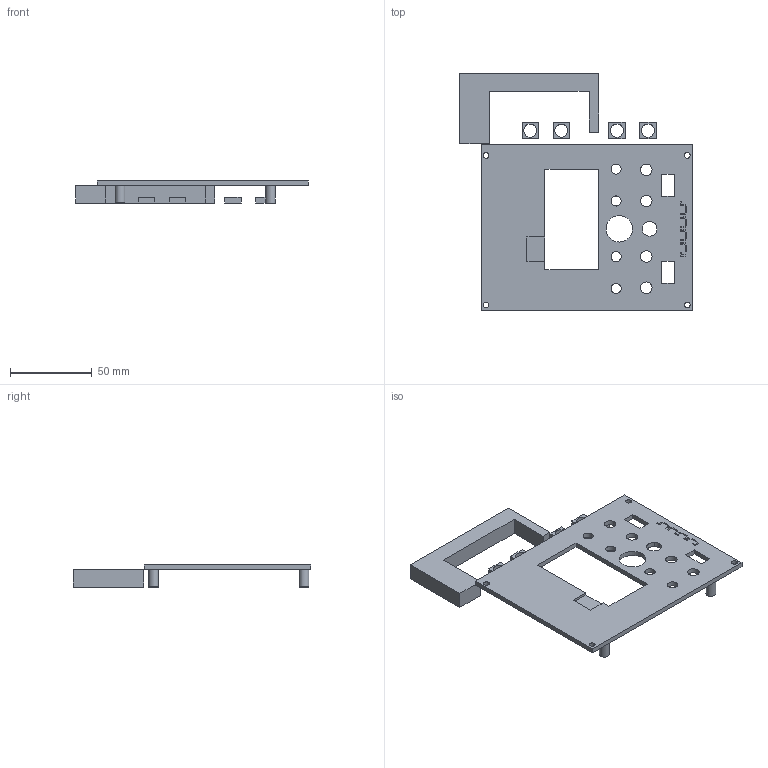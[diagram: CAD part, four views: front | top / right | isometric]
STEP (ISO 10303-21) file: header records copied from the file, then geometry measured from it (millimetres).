
FILE_DESCRIPTION(('HOOPS Exchange Step'),'2;1');
FILE_NAME('temp_export.step','2020-08-25T12:40:08+02:00',('mobile'),('Shapr3D Limited'),'HOOPS Exchange 2020.1','Shapr3D','Authorized');
FILE_SCHEMA( ('AP203_CONFIGURATION_CONTROLLED_3D_DESIGN_OF_MECHANICAL_PARTS_AND_ASSEMBLIES_MIM_LF') );
Length unit declared in the file: millimetre
Products named in the file (1): temp_export.x_b
Bounding box: 142 x 145 x 13.5 mm (x, y, z)
Volume: 49821.4 mm3; surface area: 32473.8 mm2
Topology: 6 solids, 6 shells, 167 faces, 427 edges, 290 vertices
Faces by surface type: plane 130, cylinder 27, bspline 10
Full cylindrical faces by diameter (mm): 2 x4, 3.5 x4, 6 x4, 6.2 x4, 7 x4, 8 x4, 16.2 x1
Entity records: 5379 total; most frequent: CARTESIAN_POINT 1168, ORIENTED_EDGE 854, DIRECTION 792, EDGE_CURVE 427, VECTOR 336, LINE 336, VERTEX_POINT 290, AXIS2_PLACEMENT_3D 228
